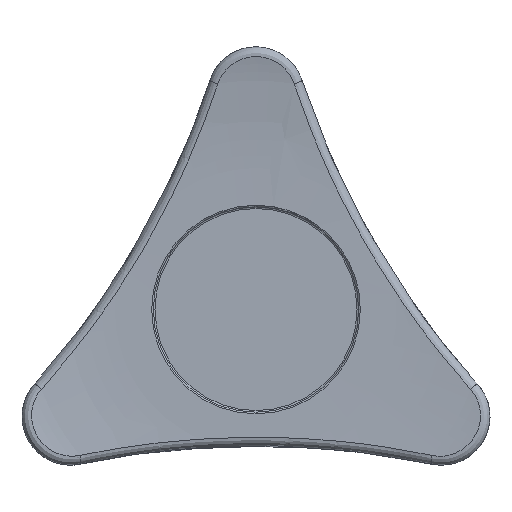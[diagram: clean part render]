
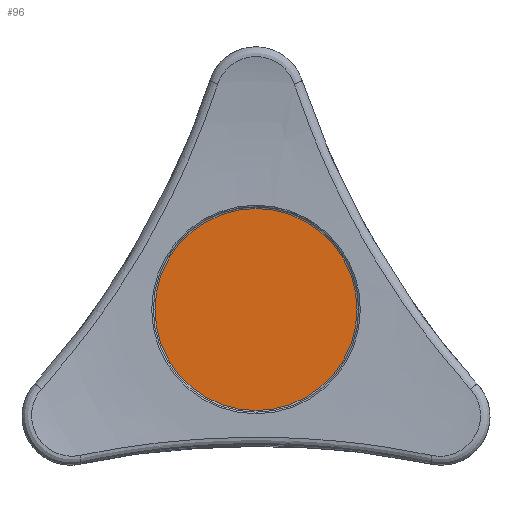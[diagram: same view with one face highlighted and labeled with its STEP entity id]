
A CAD part, top view. The second image highlights one B-rep face of the part: STEP entity #96.
In plain terms, the highlighted planar face has unit normal (0, 0, 1).
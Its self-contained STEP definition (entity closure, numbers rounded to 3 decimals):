
#96 = ADVANCED_FACE( '', ( #207 ), #208, .F. );
#207 = FACE_OUTER_BOUND( '', #536, .T. );
#208 = PLANE( '', #537 );
#536 = EDGE_LOOP( '', ( #2061 ) );
#537 = AXIS2_PLACEMENT_3D( '', #2062, #2063, #2064 );
#2061 = ORIENTED_EDGE( '', *, *, #2190, .T. );
#2062 = CARTESIAN_POINT( '', ( 0., 12.7, 36. ) );
#2063 = DIRECTION( '', ( 0., 0., -1. ) );
#2064 = DIRECTION( '', ( -1., 0., 0. ) );
#2190 = EDGE_CURVE( '', #2311, #2311, #2312, .F. );
#2311 = VERTEX_POINT( '', #3566 );
#2312 = CIRCLE( '', #3567, 12.5 );
#3566 = CARTESIAN_POINT( '', ( -12.5, 0., 36. ) );
#3567 = AXIS2_PLACEMENT_3D( '', #3632, #3633, #3634 );
#3632 = CARTESIAN_POINT( '', ( 0., 0., 36. ) );
#3633 = DIRECTION( '', ( 0., 0., -1. ) );
#3634 = DIRECTION( '', ( -1., 0., 0. ) );
